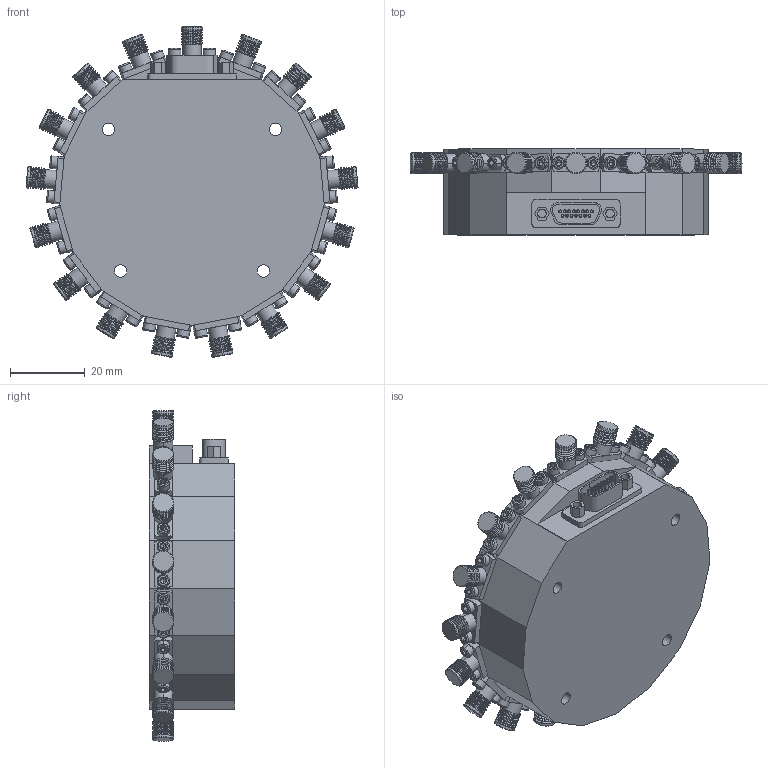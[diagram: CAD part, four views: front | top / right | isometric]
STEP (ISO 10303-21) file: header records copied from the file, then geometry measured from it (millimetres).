
FILE_DESCRIPTION (( 'STEP AP214' ), '1' );
FILE_NAME ('SK16-05250312055-2F2F-A8.STEP', '2024-07-15T18:00:44', ( '' ), ( '' ), 'SwSTEP 2.0', 'SolidWorks 2021', '' );
FILE_SCHEMA (( 'AUTOMOTIVE_DESIGN' ));
Length unit declared in the file: millimetre
Products named in the file (1): SK16-05250312055-2F2F-A8
Bounding box: 88.61 x 22.9 x 88.23 mm (x, y, z)
Volume: 91657.1 mm3; surface area: 23105.8 mm2
Topology: 53 solids, 53 shells, 3772 faces, 8272 edges, 4642 vertices
Faces by surface type: bspline 1876, plane 770, cylinder 582, cone 408, torus 136
Entity records: 105237 total; most frequent: CARTESIAN_POINT 41039, ORIENTED_EDGE 16408, DIRECTION 8962, EDGE_CURVE 8204, VERTEX_POINT 4642, EDGE_LOOP 3952, ADVANCED_FACE 3772, FACE_OUTER_BOUND 3772
